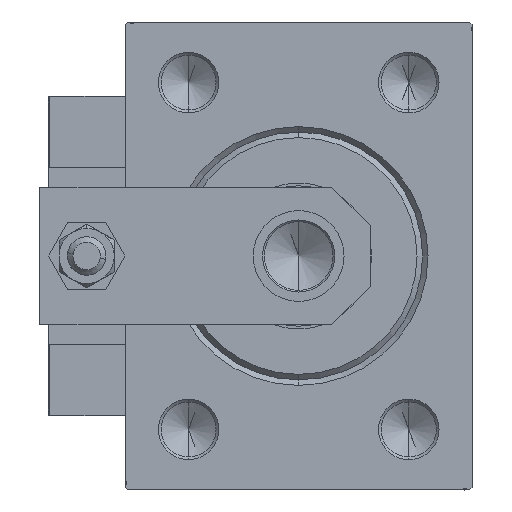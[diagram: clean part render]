
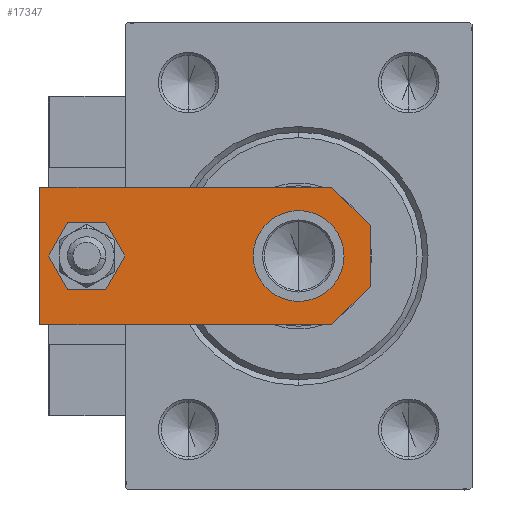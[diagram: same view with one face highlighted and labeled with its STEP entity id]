
A CAD part, left-side view. The second image highlights one B-rep face of the part: STEP entity #17347.
In plain terms, the highlighted face is planar.
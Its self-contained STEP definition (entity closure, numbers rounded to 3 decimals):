
#80 = VECTOR ( 'NONE', #18669, 1000. ) ;
#190 = EDGE_LOOP ( 'NONE', ( #32050, #48547 ) ) ;
#1290 = DIRECTION ( 'NONE',  ( 0., 1., 0. ) ) ;
#3005 = CARTESIAN_POINT ( 'NONE',  ( 0., 51.5, 6. ) ) ;
#4909 = FACE_BOUND ( 'NONE', #190, .T. ) ;
#5216 = CARTESIAN_POINT ( 'NONE',  ( 12.5, 0., 6. ) ) ;
#5571 = CARTESIAN_POINT ( 'NONE',  ( 12.5, 60., 6. ) ) ;
#5804 = VERTEX_POINT ( 'NONE', #29111 ) ;
#6384 = VERTEX_POINT ( 'NONE', #37360 ) ;
#6756 = CARTESIAN_POINT ( 'NONE',  ( -12.5, 7., 6. ) ) ;
#7529 = ORIENTED_EDGE ( 'NONE', *, *, #32096, .T. ) ;
#7861 = EDGE_LOOP ( 'NONE', ( #45577, #31068 ) ) ;
#8874 = DIRECTION ( 'NONE',  ( 0.707, 0.707, 0. ) ) ;
#9108 = DIRECTION ( 'NONE',  ( 0., 0., 1. ) ) ;
#9643 = VECTOR ( 'NONE', #38360, 1000. ) ;
#9841 = EDGE_CURVE ( 'NONE', #17860, #34440, #21631, .T. ) ;
#9990 = DIRECTION ( 'NONE',  ( 0., 0., 1. ) ) ;
#10141 = EDGE_CURVE ( 'NONE', #15563, #6384, #48066, .T. ) ;
#12225 = CARTESIAN_POINT ( 'NONE',  ( 12.5, 60., 6. ) ) ;
#12228 = CARTESIAN_POINT ( 'NONE',  ( 0., 51.5, 6. ) ) ;
#12622 = VERTEX_POINT ( 'NONE', #41784 ) ;
#12996 = VECTOR ( 'NONE', #50270, 1000. ) ;
#13062 = AXIS2_PLACEMENT_3D ( 'NONE', #12228, #41266, #44402 ) ;
#13549 = FACE_BOUND ( 'NONE', #7861, .T. ) ;
#13912 = LINE ( 'NONE', #22255, #12996 ) ;
#14445 = CARTESIAN_POINT ( 'NONE',  ( -4., 51.5, 6. ) ) ;
#14707 = CIRCLE ( 'NONE', #38956, 4. ) ;
#14947 = AXIS2_PLACEMENT_3D ( 'NONE', #42665, #9990, #25920 ) ;
#15256 = VERTEX_POINT ( 'NONE', #50215 ) ;
#15369 = DIRECTION ( 'NONE',  ( -1., 0., 0. ) ) ;
#15563 = VERTEX_POINT ( 'NONE', #5571 ) ;
#16919 = AXIS2_PLACEMENT_3D ( 'NONE', #37872, #9108, #33697 ) ;
#17229 = CIRCLE ( 'NONE', #13062, 4. ) ;
#17347 = ADVANCED_FACE ( 'NONE', ( #4909, #17457, #13549 ), #29499, .T. ) ;
#17457 = FACE_OUTER_BOUND ( 'NONE', #45576, .T. ) ;
#17860 = VERTEX_POINT ( 'NONE', #51641 ) ;
#18669 = DIRECTION ( 'NONE',  ( 0.707, -0.707, 0. ) ) ;
#18960 = DIRECTION ( 'NONE',  ( 0., 0., 1. ) ) ;
#20629 = LINE ( 'NONE', #44450, #38102 ) ;
#21631 = CIRCLE ( 'NONE', #34155, 8.25 ) ;
#22255 = CARTESIAN_POINT ( 'NONE',  ( -12.5, 60., 6. ) ) ;
#22495 = CARTESIAN_POINT ( 'NONE',  ( 0., 13., 6. ) ) ;
#22902 = CARTESIAN_POINT ( 'NONE',  ( -12.5, 0., 6. ) ) ;
#23435 = ORIENTED_EDGE ( 'NONE', *, *, #51523, .T. ) ;
#25037 = ORIENTED_EDGE ( 'NONE', *, *, #29132, .T. ) ;
#25129 = ORIENTED_EDGE ( 'NONE', *, *, #31697, .T. ) ;
#25920 = DIRECTION ( 'NONE',  ( 1., 0., 0. ) ) ;
#29111 = CARTESIAN_POINT ( 'NONE',  ( -5.5, 0., 6. ) ) ;
#29132 = EDGE_CURVE ( 'NONE', #12622, #38929, #20629, .T. ) ;
#29499 = PLANE ( 'NONE',  #16919 ) ;
#29796 = EDGE_CURVE ( 'NONE', #15256, #38496, #14707, .T. ) ;
#30277 = CARTESIAN_POINT ( 'NONE',  ( -8.25, 13., 6. ) ) ;
#30375 = VERTEX_POINT ( 'NONE', #6756 ) ;
#31002 = DIRECTION ( 'NONE',  ( 1., 0., 0. ) ) ;
#31068 = ORIENTED_EDGE ( 'NONE', *, *, #9841, .F. ) ;
#31697 = EDGE_CURVE ( 'NONE', #6384, #30375, #13912, .T. ) ;
#32050 = ORIENTED_EDGE ( 'NONE', *, *, #37408, .F. ) ;
#32096 = EDGE_CURVE ( 'NONE', #5804, #12622, #42803, .T. ) ;
#33697 = DIRECTION ( 'NONE',  ( 1., 0., 0. ) ) ;
#34147 = CARTESIAN_POINT ( 'NONE',  ( 12.5, 7., 6. ) ) ;
#34155 = AXIS2_PLACEMENT_3D ( 'NONE', #22495, #38480, #50763 ) ;
#34157 = CIRCLE ( 'NONE', #14947, 8.25 ) ;
#34440 = VERTEX_POINT ( 'NONE', #30277 ) ;
#35143 = LINE ( 'NONE', #39855, #80 ) ;
#35794 = ORIENTED_EDGE ( 'NONE', *, *, #37081, .T. ) ;
#35855 = VECTOR ( 'NONE', #15369, 1000. ) ;
#37081 = EDGE_CURVE ( 'NONE', #38929, #15563, #49168, .T. ) ;
#37360 = CARTESIAN_POINT ( 'NONE',  ( -12.5, 60., 6. ) ) ;
#37408 = EDGE_CURVE ( 'NONE', #38496, #15256, #17229, .T. ) ;
#37872 = CARTESIAN_POINT ( 'NONE',  ( 0., 0., 6. ) ) ;
#38102 = VECTOR ( 'NONE', #8874, 1000. ) ;
#38360 = DIRECTION ( 'NONE',  ( 1., 0., 0. ) ) ;
#38480 = DIRECTION ( 'NONE',  ( 0., 0., 1. ) ) ;
#38496 = VERTEX_POINT ( 'NONE', #14445 ) ;
#38929 = VERTEX_POINT ( 'NONE', #34147 ) ;
#38956 = AXIS2_PLACEMENT_3D ( 'NONE', #3005, #18960, #31002 ) ;
#39855 = CARTESIAN_POINT ( 'NONE',  ( -2.75, -2.75, 6. ) ) ;
#41266 = DIRECTION ( 'NONE',  ( 0., 0., 1. ) ) ;
#41784 = CARTESIAN_POINT ( 'NONE',  ( 5.5, 0., 6. ) ) ;
#42665 = CARTESIAN_POINT ( 'NONE',  ( 0., 13., 6. ) ) ;
#42803 = LINE ( 'NONE', #22902, #9643 ) ;
#43874 = EDGE_CURVE ( 'NONE', #34440, #17860, #34157, .T. ) ;
#44402 = DIRECTION ( 'NONE',  ( 1., 0., 0. ) ) ;
#44450 = CARTESIAN_POINT ( 'NONE',  ( 2.75, -2.75, 6. ) ) ;
#45576 = EDGE_LOOP ( 'NONE', ( #25129, #23435, #7529, #25037, #35794, #49114 ) ) ;
#45577 = ORIENTED_EDGE ( 'NONE', *, *, #43874, .F. ) ;
#47413 = VECTOR ( 'NONE', #1290, 1000. ) ;
#48066 = LINE ( 'NONE', #12225, #35855 ) ;
#48547 = ORIENTED_EDGE ( 'NONE', *, *, #29796, .F. ) ;
#49114 = ORIENTED_EDGE ( 'NONE', *, *, #10141, .T. ) ;
#49168 = LINE ( 'NONE', #5216, #47413 ) ;
#50215 = CARTESIAN_POINT ( 'NONE',  ( 4., 51.5, 6. ) ) ;
#50270 = DIRECTION ( 'NONE',  ( 0., -1., 0. ) ) ;
#50763 = DIRECTION ( 'NONE',  ( 1., 0., 0. ) ) ;
#51523 = EDGE_CURVE ( 'NONE', #30375, #5804, #35143, .T. ) ;
#51641 = CARTESIAN_POINT ( 'NONE',  ( 8.25, 13., 6. ) ) ;
